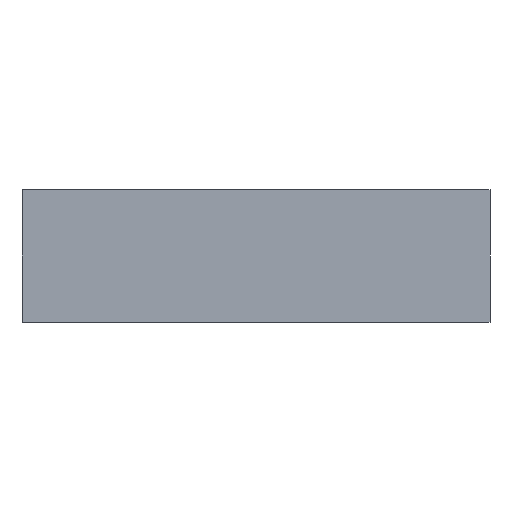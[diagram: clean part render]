
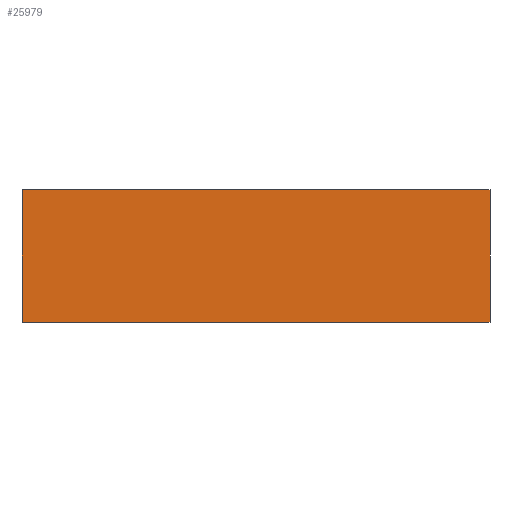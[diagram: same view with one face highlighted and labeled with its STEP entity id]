
A CAD part, front view. The second image highlights one B-rep face of the part: STEP entity #25979.
In plain terms, the highlighted planar face has unit normal (0, -1, 0).
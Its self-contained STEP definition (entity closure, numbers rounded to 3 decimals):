
#512 = VERTEX_POINT ( 'NONE', #23366 ) ;
#529 = DIRECTION ( 'NONE',  ( 0., -1., 0. ) ) ;
#1296 = EDGE_CURVE ( 'NONE', #25785, #20515, #24983, .T. ) ;
#2143 = LINE ( 'NONE', #12896, #26242 ) ;
#3121 = ORIENTED_EDGE ( 'NONE', *, *, #1296, .T. ) ;
#6831 = ORIENTED_EDGE ( 'NONE', *, *, #10465, .T. ) ;
#7980 = CARTESIAN_POINT ( 'NONE',  ( -230., -20., 65. ) ) ;
#10465 = EDGE_CURVE ( 'NONE', #20515, #33651, #2143, .T. ) ;
#11180 = ORIENTED_EDGE ( 'NONE', *, *, #30738, .T. ) ;
#11641 = FACE_OUTER_BOUND ( 'NONE', #18823, .T. ) ;
#12896 = CARTESIAN_POINT ( 'NONE',  ( -230., -20., 65. ) ) ;
#13217 = LINE ( 'NONE', #26302, #19170 ) ;
#13972 = DIRECTION ( 'NONE',  ( 0., 0., -1. ) ) ;
#15046 = CARTESIAN_POINT ( 'NONE',  ( -230., -20., -65. ) ) ;
#15450 = CARTESIAN_POINT ( 'NONE',  ( -230., -20., -65. ) ) ;
#17372 = DIRECTION ( 'NONE',  ( 1., 0., 0. ) ) ;
#17500 = EDGE_CURVE ( 'NONE', #33651, #512, #20064, .T. ) ;
#17761 = AXIS2_PLACEMENT_3D ( 'NONE', #19178, #529, #13972 ) ;
#17766 = CARTESIAN_POINT ( 'NONE',  ( 230., -20., 65. ) ) ;
#18221 = DIRECTION ( 'NONE',  ( 0., 0., 1. ) ) ;
#18823 = EDGE_LOOP ( 'NONE', ( #6831, #20626, #11180, #3121 ) ) ;
#18909 = VECTOR ( 'NONE', #17372, 1000. ) ;
#19170 = VECTOR ( 'NONE', #18221, 1000. ) ;
#19178 = CARTESIAN_POINT ( 'NONE',  ( 0., -20., 0. ) ) ;
#20001 = CARTESIAN_POINT ( 'NONE',  ( -230., -20., 65. ) ) ;
#20064 = LINE ( 'NONE', #15046, #18909 ) ;
#20515 = VERTEX_POINT ( 'NONE', #20001 ) ;
#20626 = ORIENTED_EDGE ( 'NONE', *, *, #17500, .T. ) ;
#22023 = PLANE ( 'NONE',  #17761 ) ;
#23366 = CARTESIAN_POINT ( 'NONE',  ( 230., -20., -65. ) ) ;
#24284 = DIRECTION ( 'NONE',  ( -1., 0., 0. ) ) ;
#24983 = LINE ( 'NONE', #7980, #27546 ) ;
#25785 = VERTEX_POINT ( 'NONE', #17766 ) ;
#25979 = ADVANCED_FACE ( 'NONE', ( #11641 ), #22023, .T. ) ;
#26242 = VECTOR ( 'NONE', #32101, 1000. ) ;
#26302 = CARTESIAN_POINT ( 'NONE',  ( 230., -20., 65. ) ) ;
#27546 = VECTOR ( 'NONE', #24284, 1000. ) ;
#30738 = EDGE_CURVE ( 'NONE', #512, #25785, #13217, .T. ) ;
#32101 = DIRECTION ( 'NONE',  ( 0., 0., -1. ) ) ;
#33651 = VERTEX_POINT ( 'NONE', #15450 ) ;
